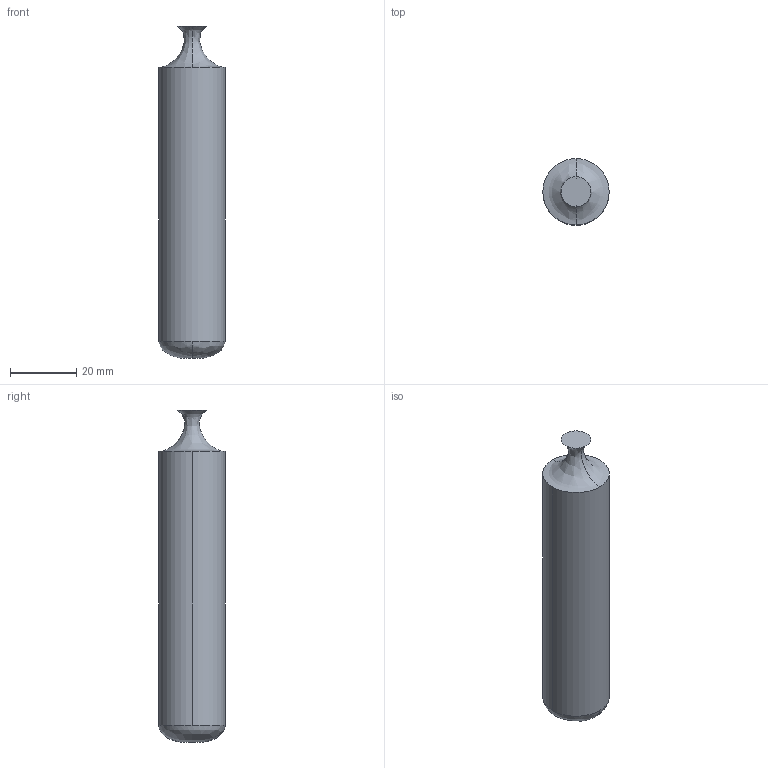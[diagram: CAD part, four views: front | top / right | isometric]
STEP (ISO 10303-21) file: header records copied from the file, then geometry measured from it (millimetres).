
FILE_DESCRIPTION (( 'STEP AP214' ), '1' );
FILE_NAME ('chamberTestShape2.STEP', '2022-06-23T17:12:42', ( '' ), ( '' ), 'SwSTEP 2.0', 'SolidWorks 2022', '' );
FILE_SCHEMA (( 'AUTOMOTIVE_DESIGN' ));
Length unit declared in the file: metre
Products named in the file (1): chamberTestShape2
Bounding box: 20 x 20 x 100 mm (x, y, z)
Volume: 27719.9 mm3; surface area: 6189.8 mm2
Topology: 1 solids, 1 shells, 8 faces, 18 edges, 12 vertices
Faces by surface type: bspline 4, cylinder 2, plane 2
Entity records: 316 total; most frequent: CARTESIAN_POINT 111, ORIENTED_EDGE 36, DIRECTION 36, EDGE_CURVE 18, AXIS2_PLACEMENT_3D 17, VERTEX_POINT 12, CIRCLE 12, FACE_OUTER_BOUND 8
